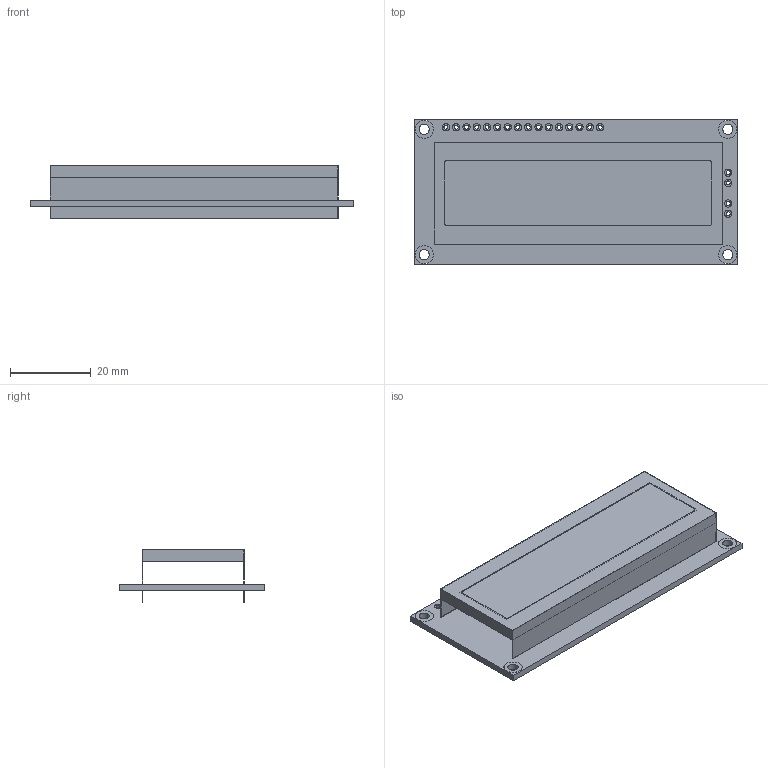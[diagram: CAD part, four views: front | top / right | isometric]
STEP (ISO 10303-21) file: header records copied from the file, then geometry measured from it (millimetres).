
FILE_DESCRIPTION(('FreeCAD Model'),'2;1');
FILE_NAME('WH1602B3-SLL-CWV#.step','2021-04-25T01:39:45',( 'Author'),(''),'Open CASCADE STEP processor 7.3','FreeCAD','Unknown' );
FILE_SCHEMA(('AUTOMOTIVE_DESIGN_CC2 { 1 2 10303 214 -1 1 5 4 }'));
Length unit declared in the file: millimetre
Products named in the file (1): Matrix_Union001
Bounding box: 80 x 36 x 13.2 mm (x, y, z)
Volume: 6809.8 mm3; surface area: 14193.7 mm2
Topology: 25 solids, 25 shells, 200 faces, 430 edges, 284 vertices
Faces by surface type: plane 128, cylinder 72
Full cylindrical faces by diameter (mm): 1 x20, 1.78 x20, 1.8 x20, 2.5 x4, 4.48 x4, 4.5 x4
Entity records: 12352 total; most frequent: CARTESIAN_POINT 2011, DIRECTION 1600, ORIENTED_EDGE 860, PCURVE 860, DEFINITIONAL_REPRESENTATION 860, LINE 766, VECTOR 766, EDGE_CURVE 430
